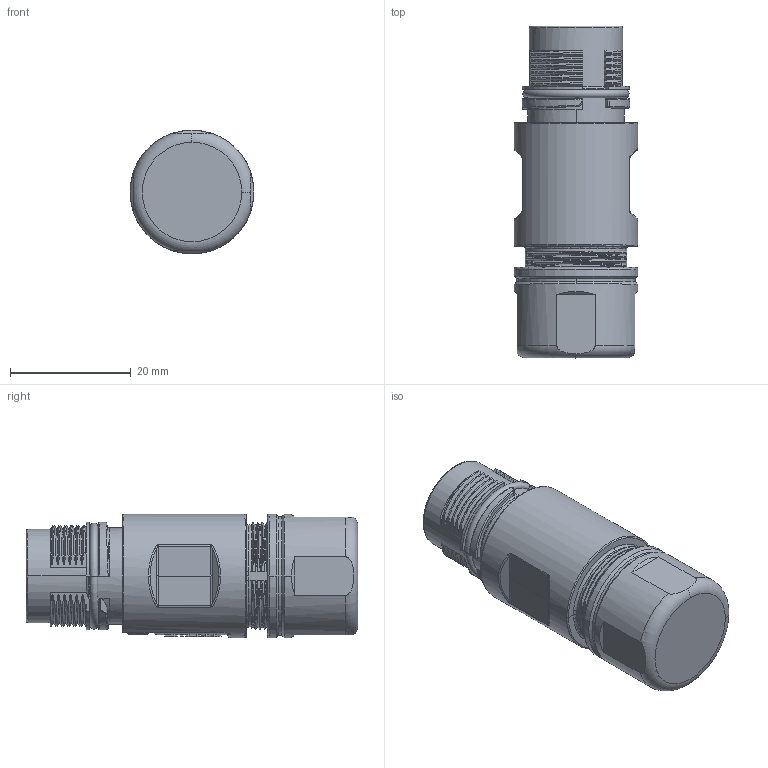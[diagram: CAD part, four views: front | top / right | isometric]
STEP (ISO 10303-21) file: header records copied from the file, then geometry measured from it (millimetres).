
FILE_DESCRIPTION((''),'2;1');
FILE_NAME('M17-XC04_5-CCT-DXX-SH_SW0001','2023-12-15T',('zh.su'),(''),'PRO/ENGINEER BY PARAMETRIC TECHNOLOGY CORPORATION, 2012480','PRO/ENGINEER BY PARAMETRIC TECHNOLOGY CORPORATION, 2012480','');
FILE_SCHEMA(('CONFIG_CONTROL_DESIGN'));
Length unit declared in the file: millimetre
Products named in the file (1): M17-XC04_5-CCT-DXX-SH_SW0001
Bounding box: 20.5 x 55.05 x 20.5 mm (x, y, z)
Volume: 14560.5 mm3; surface area: 6369.2 mm2
Topology: 1 solids, 3 shells, 656 faces, 1693 edges, 1066 vertices
Faces by surface type: plane 207, cylinder 201, bspline 171, cone 38, torus 21, sphere 18
Entity records: 29530 total; most frequent: CARTESIAN_POINT 14897, ORIENTED_EDGE 3356, DIRECTION 2555, EDGE_CURVE 1678, VERTEX_POINT 1066, AXIS2_PLACEMENT_3D 943, EDGE_LOOP 694, VECTOR 669
